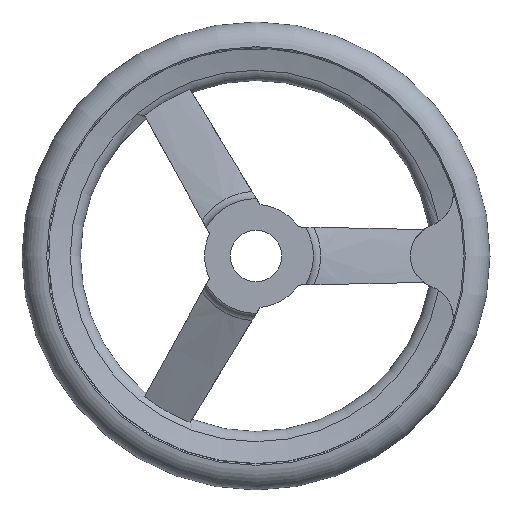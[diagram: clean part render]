
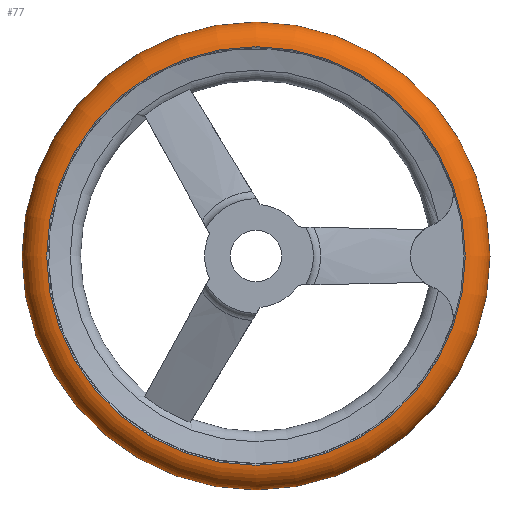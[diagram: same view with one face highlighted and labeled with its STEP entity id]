
A CAD part, front view. The second image highlights one B-rep face of the part: STEP entity #77.
In plain terms, the highlighted toroidal (fillet/blend) face has major radius 89 mm and minor radius 11 mm.
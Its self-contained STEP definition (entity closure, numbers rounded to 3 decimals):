
#77 = ADVANCED_FACE( '', ( #197, #198, #199 ), #200, .T. );
#197 = FACE_BOUND( '', #371, .T. );
#198 = FACE_OUTER_BOUND( '', #372, .T. );
#199 = FACE_OUTER_BOUND( '', #373, .T. );
#200 = TOROIDAL_SURFACE( '', #374, 89., 11. );
#371 = VERTEX_LOOP( '', #545 );
#372 = EDGE_LOOP( '', ( #546 ) );
#373 = EDGE_LOOP( '', ( #547 ) );
#374 = AXIS2_PLACEMENT_3D( '', #548, #549, #550 );
#545 = VERTEX_POINT( '', #1027 );
#546 = ORIENTED_EDGE( '', *, *, #1028, .T. );
#547 = ORIENTED_EDGE( '', *, *, #1029, .F. );
#548 = CARTESIAN_POINT( '', ( 0., 34., 0. ) );
#549 = DIRECTION( '', ( 0., -1., 0. ) );
#550 = DIRECTION( '', ( 0., 0., -1. ) );
#1027 = CARTESIAN_POINT( '', ( 0., 34., -100. ) );
#1028 = EDGE_CURVE( '', #1224, #1224, #1225, .T. );
#1029 = EDGE_CURVE( '', #1226, #1226, #1227, .T. );
#1224 = VERTEX_POINT( '', #1535 );
#1225 = CIRCLE( '', #1536, 89.458 );
#1226 = VERTEX_POINT( '', #1537 );
#1227 = CIRCLE( '', #1538, 89.458 );
#1535 = CARTESIAN_POINT( '', ( 0., 44.99, -89.458 ) );
#1536 = AXIS2_PLACEMENT_3D( '', #2355, #2356, #2357 );
#1537 = CARTESIAN_POINT( '', ( 0., 23.01, -89.458 ) );
#1538 = AXIS2_PLACEMENT_3D( '', #2358, #2359, #2360 );
#2355 = CARTESIAN_POINT( '', ( 0., 44.99, 0. ) );
#2356 = DIRECTION( '', ( 0., -1., 0. ) );
#2357 = DIRECTION( '', ( 0., 0., -1. ) );
#2358 = CARTESIAN_POINT( '', ( 0., 23.01, 0. ) );
#2359 = DIRECTION( '', ( 0., -1., 0. ) );
#2360 = DIRECTION( '', ( 0., 0., -1. ) );
